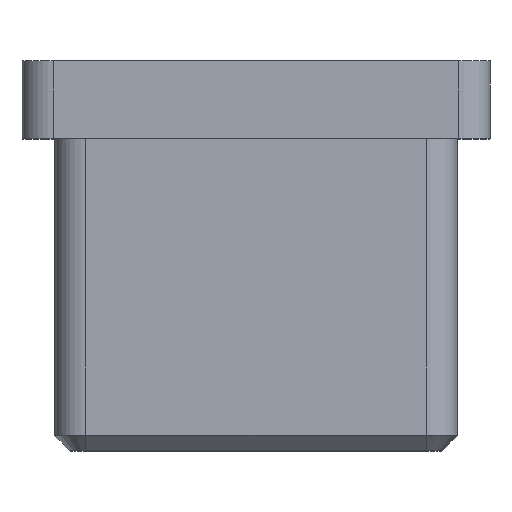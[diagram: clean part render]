
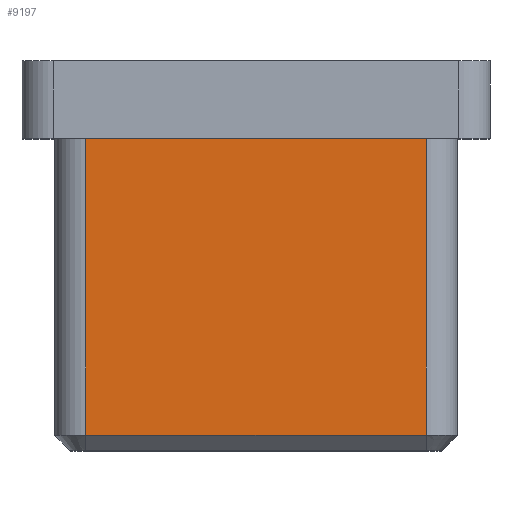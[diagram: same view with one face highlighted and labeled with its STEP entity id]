
A CAD part, top view. The second image highlights one B-rep face of the part: STEP entity #9197.
In plain terms, the highlighted planar face has unit normal (0, 0, 1).
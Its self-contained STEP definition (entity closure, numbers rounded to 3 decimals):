
#298 = EDGE_CURVE ( 'NONE', #7534, #4884, #1908, .T. ) ;
#621 = CARTESIAN_POINT ( 'NONE',  ( -10.9, 0., 12.9 ) ) ;
#834 = CARTESIAN_POINT ( 'NONE',  ( -12.9, 0., 12.9 ) ) ;
#1770 = ORIENTED_EDGE ( 'NONE', *, *, #298, .T. ) ;
#1908 = LINE ( 'NONE', #14942, #10852 ) ;
#2145 = DIRECTION ( 'NONE',  ( -1., 0., 0. ) ) ;
#2295 = ORIENTED_EDGE ( 'NONE', *, *, #4560, .T. ) ;
#2980 = CARTESIAN_POINT ( 'NONE',  ( 10.9, -19., 12.9 ) ) ;
#3063 = LINE ( 'NONE', #9299, #15843 ) ;
#3367 = FACE_OUTER_BOUND ( 'NONE', #10713, .T. ) ;
#4532 = PLANE ( 'NONE',  #13286 ) ;
#4560 = EDGE_CURVE ( 'NONE', #10093, #7534, #3063, .T. ) ;
#4884 = VERTEX_POINT ( 'NONE', #10742 ) ;
#5152 = ORIENTED_EDGE ( 'NONE', *, *, #11854, .T. ) ;
#6353 = CARTESIAN_POINT ( 'NONE',  ( -10.9, -19., 12.9 ) ) ;
#6356 = CARTESIAN_POINT ( 'NONE',  ( -12.9, -20., 12.9 ) ) ;
#6400 = CARTESIAN_POINT ( 'NONE',  ( -10.9, -20., 12.9 ) ) ;
#7534 = VERTEX_POINT ( 'NONE', #2980 ) ;
#9197 = ADVANCED_FACE ( 'NONE', ( #3367 ), #4532, .F. ) ;
#9299 = CARTESIAN_POINT ( 'NONE',  ( 10.9, -19., 12.9 ) ) ;
#9769 = VECTOR ( 'NONE', #2145, 1000. ) ;
#10093 = VERTEX_POINT ( 'NONE', #6353 ) ;
#10327 = DIRECTION ( 'NONE',  ( 0., -1., 0. ) ) ;
#10494 = DIRECTION ( 'NONE',  ( 1., 0., 0. ) ) ;
#10713 = EDGE_LOOP ( 'NONE', ( #5152, #2295, #1770, #11684 ) ) ;
#10742 = CARTESIAN_POINT ( 'NONE',  ( 10.9, 0., 12.9 ) ) ;
#10852 = VECTOR ( 'NONE', #14099, 1000. ) ;
#10954 = LINE ( 'NONE', #6400, #15425 ) ;
#11684 = ORIENTED_EDGE ( 'NONE', *, *, #12516, .T. ) ;
#11854 = EDGE_CURVE ( 'NONE', #14928, #10093, #10954, .T. ) ;
#12516 = EDGE_CURVE ( 'NONE', #4884, #14928, #13085, .T. ) ;
#13085 = LINE ( 'NONE', #834, #9769 ) ;
#13286 = AXIS2_PLACEMENT_3D ( 'NONE', #6356, #13872, #13985 ) ;
#13872 = DIRECTION ( 'NONE',  ( 0., 0., -1. ) ) ;
#13985 = DIRECTION ( 'NONE',  ( -1., 0., 0. ) ) ;
#14099 = DIRECTION ( 'NONE',  ( 0., 1., 0. ) ) ;
#14928 = VERTEX_POINT ( 'NONE', #621 ) ;
#14942 = CARTESIAN_POINT ( 'NONE',  ( 10.9, -20., 12.9 ) ) ;
#15425 = VECTOR ( 'NONE', #10327, 1000. ) ;
#15843 = VECTOR ( 'NONE', #10494, 1000. ) ;
